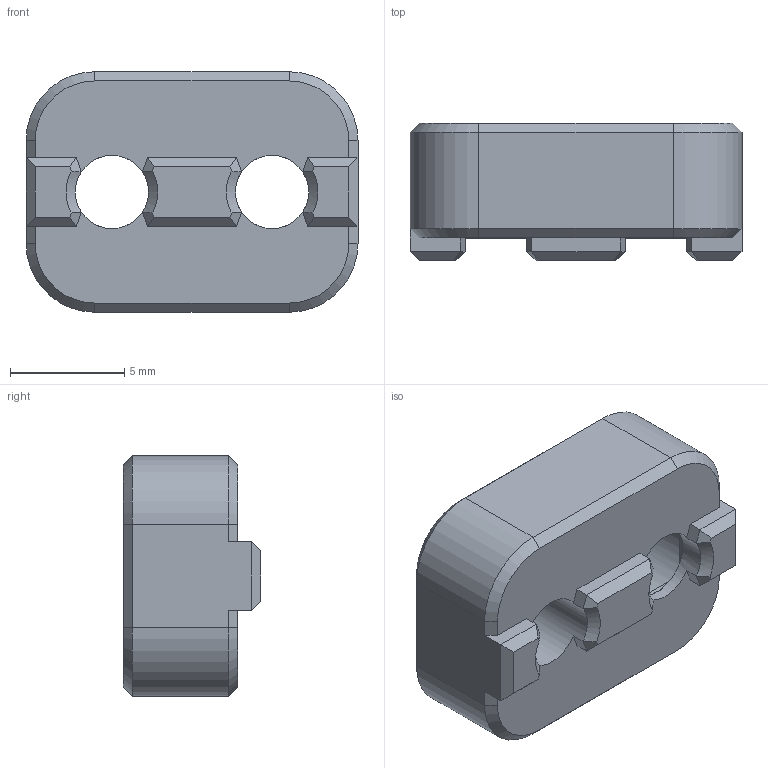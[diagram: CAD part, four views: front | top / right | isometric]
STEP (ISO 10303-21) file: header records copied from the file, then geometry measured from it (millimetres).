
FILE_DESCRIPTION(/* description */ (''),/* implementation_level */ '2;1');
FILE_NAME(/* name */ 'y_endstop_trigger_x1.step',/* time_stamp */ '2025-12-31T11:41:46-05:00',/* author */ (''),/* organization */ (''),/* preprocessor_version */ 'ST-DEVELOPER v20.1',/* originating_system */ 'Autodesk Translation Framework v14.21.0.0',/* authorisation */ '');
FILE_SCHEMA (('AUTOMOTIVE_DESIGN { 1 0 10303 214 3 1 1 }'));
Length unit declared in the file: millimetre
Products named in the file (1): y_endstop_trigger
Bounding box: 14.5 x 6 x 10.5 mm (x, y, z)
Volume: 622.4 mm3; surface area: 601 mm2
Topology: 1 solids, 1 shells, 83 faces, 206 edges, 123 vertices
Faces by surface type: plane 62, cone 14, cylinder 7
Full cylindrical faces by diameter (mm): 3.2 x2, 4.5 x1
Entity records: 2447 total; most frequent: DIRECTION 421, CARTESIAN_POINT 421, ORIENTED_EDGE 412, EDGE_CURVE 206, LINE 151, VECTOR 151, AXIS2_PLACEMENT_3D 135, VERTEX_POINT 123
